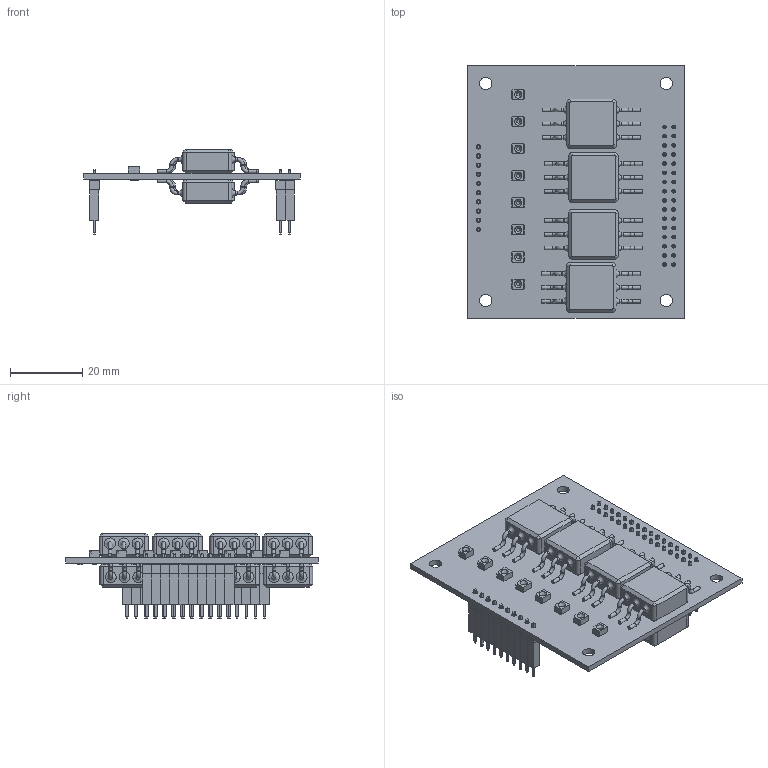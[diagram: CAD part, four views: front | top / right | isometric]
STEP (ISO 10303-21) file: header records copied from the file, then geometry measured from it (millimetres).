
FILE_DESCRIPTION(('STEP AP214'), '1');
FILE_NAME('plata1', '2019-10-01T13:56:23', ('UNSPECIFIED'), ('UNSPECIFIED'), 'ASCON STEP Converter 1.3', 'ASCON Math Kernel', '');
FILE_SCHEMA(('AUTOMOTIVE_DESIGN { 1 0 10303 214 3 1 1}'));
Length unit declared in the file: millimetre
Products named in the file (15): Open CASCADE STEP translator 6.9 1; SNP46-32BP21-2; COMPOUND; SNP346-10BP21; KIPD86; SOLID; Res_0805; MOP-rele_2M420A4
Assembly tree (84 placements, depth 3):
  Open CASCADE STEP translator 6.9 1
    SNP46-32BP21-2
      COMPOUND
    SNP346-10BP21
      COMPOUND
    KIPD86  x8
      SOLID
    Res_0805  x16
      SOLID
    MOP-rele_2M420A4  x8
      SOLID
    COMPOUND
    (unnamed)
      (unnamed)  x32
    (unnamed)
      (unnamed)  x10
Bounding box: 60 x 70 x 23.63 mm (x, y, z)
Volume: 20054.6 mm3; surface area: 24649.4 mm2
Topology: 132 solids, 132 shells, 3592 faces, 8165 edges, 5138 vertices
Faces by surface type: plane 3065, cylinder 311, torus 144, cone 72
Full cylindrical faces by diameter (mm): 0.4 x47, 0.42 x42, 1 x176, 1.2 x10, 3.4 x4
Entity records: 58965 total; most frequent: CARTESIAN_POINT 7378, DIRECTION 7168, ORIENTED_EDGE 6868, EDGE_CURVE 3434, LINE 3160, VECTOR 3160, VERTEX_POINT 2214, EDGE_LOOP 2038
